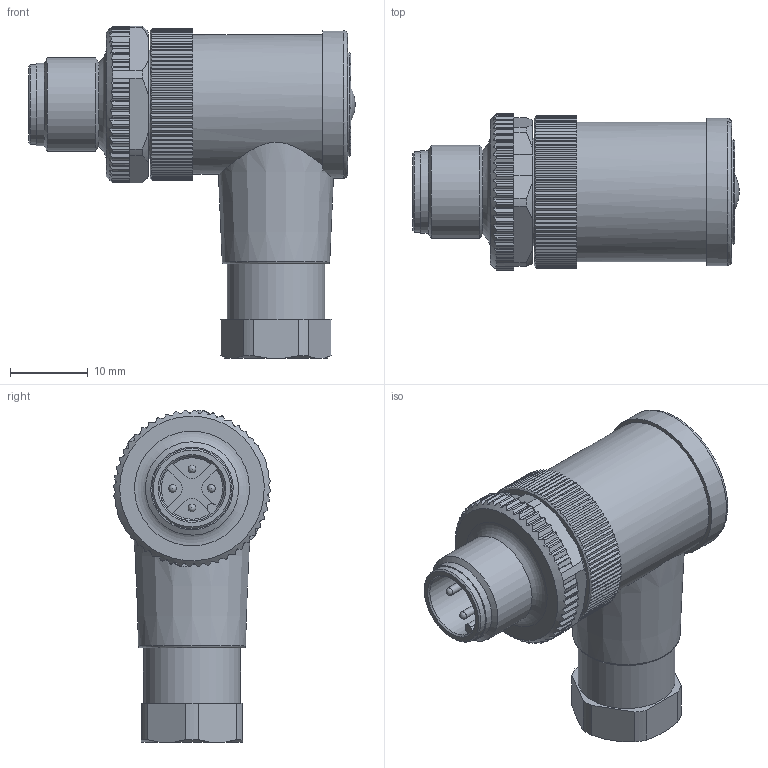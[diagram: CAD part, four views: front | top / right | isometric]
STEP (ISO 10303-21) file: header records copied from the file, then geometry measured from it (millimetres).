
FILE_DESCRIPTION(/* description */ (''),/* implementation_level */ '2;1');
FILE_NAME(/* name */ '99-0429-xxx-04-v17_bg.stp',/* time_stamp */ '2009-03-27T08:37:20+01:00',/* author */ (''),/* organization */ (''),/* preprocessor_version */ 'ST-DEVELOPER v11',/* originating_system */ 'UGS - NX 5.0',/* authorisation */ '');
FILE_SCHEMA (('CONFIG_CONTROL_DESIGN'));
Length unit declared in the file: millimetre
Products named in the file (1): kbor7EDE5lkc
Bounding box: 42 x 20.19 x 42.69 mm (x, y, z)
Volume: 12612 mm3; surface area: 4619.1 mm2
Topology: 1 solids, 1 shells, 621 faces, 1810 edges, 1200 vertices
Faces by surface type: plane 359, cylinder 230, cone 23, sphere 5, torus 4
Full cylindrical faces by diameter (mm): 1 x4, 2 x1, 8.3 x1, 10.3 x1, 10.6 x1, 12 x1, 12.5 x1, 13.9 x1, 18 x1, 19 x1
Entity records: 22018 total; most frequent: CARTESIAN_POINT 6218, ORIENTED_EDGE 3524, DIRECTION 2976, EDGE_CURVE 1762, VERTEX_POINT 1180, AXIS2_PLACEMENT_3D 1028, LINE 920, VECTOR 920
